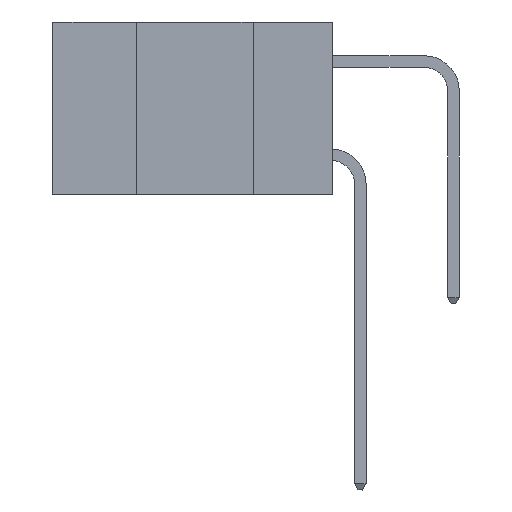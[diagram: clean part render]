
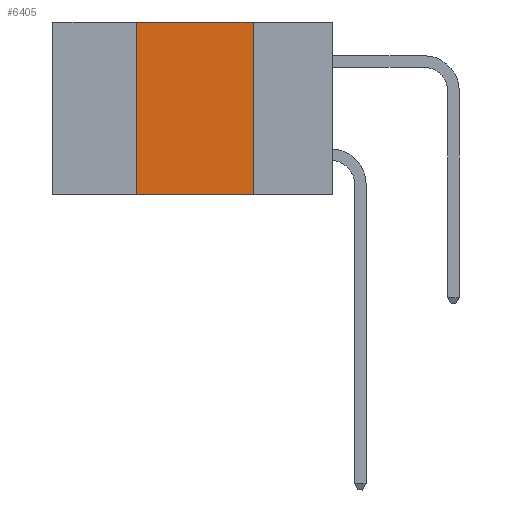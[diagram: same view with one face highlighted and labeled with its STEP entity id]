
A CAD part, left-side view. The second image highlights one B-rep face of the part: STEP entity #6405.
In plain terms, the highlighted planar face has unit normal (-1, 0, 0).
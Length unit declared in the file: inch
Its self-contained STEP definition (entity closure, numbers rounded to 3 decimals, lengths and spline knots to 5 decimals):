
#1063 = VECTOR ( 'NONE', #31101, 39.37008 ) ;
#1535 = CARTESIAN_POINT ( 'NONE',  ( 0., 0.17, -0.37 ) ) ;
#2062 = EDGE_CURVE ( 'NONE', #29013, #27358, #20950, .T. ) ;
#2371 = LINE ( 'NONE', #4799, #20930 ) ;
#2891 = DIRECTION ( 'NONE',  ( 1., 0., 0. ) ) ;
#3220 = CARTESIAN_POINT ( 'NONE',  ( 0., 0.6, 0. ) ) ;
#4087 = EDGE_CURVE ( 'NONE', #12188, #23499, #26266, .T. ) ;
#4799 = CARTESIAN_POINT ( 'NONE',  ( 0., 0.42, 0. ) ) ;
#5618 = ORIENTED_EDGE ( 'NONE', *, *, #25779, .F. ) ;
#6252 = VECTOR ( 'NONE', #12988, 39.37008 ) ;
#6405 = ADVANCED_FACE ( 'NONE', ( #31792 ), #9458, .F. ) ;
#7340 = AXIS2_PLACEMENT_3D ( 'NONE', #3220, #2891, #24471 ) ;
#9399 = LINE ( 'NONE', #28610, #1063 ) ;
#9458 = PLANE ( 'NONE',  #7340 ) ;
#9994 = CARTESIAN_POINT ( 'NONE',  ( 0., 0.6, -0.37 ) ) ;
#10971 = EDGE_LOOP ( 'NONE', ( #5618, #23759, #19192, #26629 ) ) ;
#12188 = VERTEX_POINT ( 'NONE', #23447 ) ;
#12988 = DIRECTION ( 'NONE',  ( 0., -1., 0. ) ) ;
#14260 = CARTESIAN_POINT ( 'NONE',  ( 0., 0.17, 0. ) ) ;
#17353 = DIRECTION ( 'NONE',  ( 0., 0., 1. ) ) ;
#19090 = EDGE_CURVE ( 'NONE', #12188, #29013, #2371, .T. ) ;
#19192 = ORIENTED_EDGE ( 'NONE', *, *, #19090, .F. ) ;
#20007 = CARTESIAN_POINT ( 'NONE',  ( 0., 0.6, 0. ) ) ;
#20104 = DIRECTION ( 'NONE',  ( 0., -1., 0. ) ) ;
#20930 = VECTOR ( 'NONE', #17353, 39.37008 ) ;
#20950 = LINE ( 'NONE', #20007, #27621 ) ;
#23008 = CARTESIAN_POINT ( 'NONE',  ( 0., 0.42, 0. ) ) ;
#23447 = CARTESIAN_POINT ( 'NONE',  ( 0., 0.42, -0.37 ) ) ;
#23499 = VERTEX_POINT ( 'NONE', #1535 ) ;
#23759 = ORIENTED_EDGE ( 'NONE', *, *, #2062, .F. ) ;
#24471 = DIRECTION ( 'NONE',  ( 0., 0., -1. ) ) ;
#25779 = EDGE_CURVE ( 'NONE', #27358, #23499, #9399, .T. ) ;
#26266 = LINE ( 'NONE', #9994, #6252 ) ;
#26629 = ORIENTED_EDGE ( 'NONE', *, *, #4087, .T. ) ;
#27358 = VERTEX_POINT ( 'NONE', #14260 ) ;
#27621 = VECTOR ( 'NONE', #20104, 39.37008 ) ;
#28610 = CARTESIAN_POINT ( 'NONE',  ( 0., 0.17, 0. ) ) ;
#29013 = VERTEX_POINT ( 'NONE', #23008 ) ;
#31101 = DIRECTION ( 'NONE',  ( 0., 0., -1. ) ) ;
#31792 = FACE_OUTER_BOUND ( 'NONE', #10971, .T. ) ;
